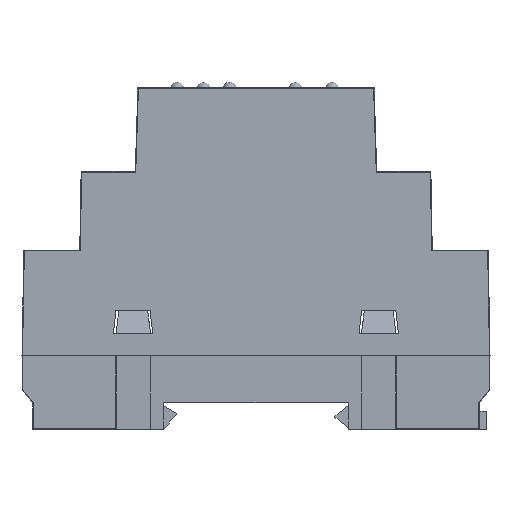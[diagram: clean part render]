
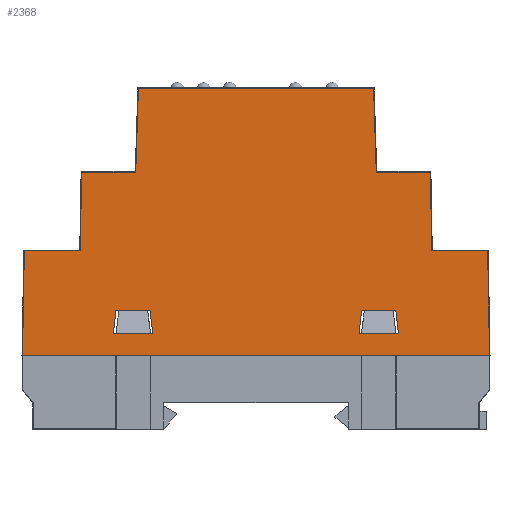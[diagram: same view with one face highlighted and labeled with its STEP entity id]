
A CAD part, left-side view. The second image highlights one B-rep face of the part: STEP entity #2368.
In plain terms, the highlighted planar face has unit normal (-1, 0, 0).
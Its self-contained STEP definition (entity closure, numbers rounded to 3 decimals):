
#2368=ADVANCED_FACE('',(#13023,#13025,#13027),#13029,.T.);
#13023=FACE_BOUND('',#13024,.T.);
#13024=EDGE_LOOP('',(#25263,#25264,#25265,#25266,#25267,#25268,#25269,#25270,#25271,
#25272,#25273,#25274,#25275,#25276));
#13025=FACE_BOUND('',#13026,.T.);
#13026=EDGE_LOOP('',(#25277,#25278,#25279,#25280));
#13027=FACE_BOUND('',#13028,.T.);
#13028=EDGE_LOOP('',(#25281,#25282,#25283,#25284));
#13029=PLANE('',#13030);
#13030=AXIS2_PLACEMENT_3D('',#13031,#13032,#13033);
#13031=CARTESIAN_POINT('',(-52.,44.571,0.));
#13032=DIRECTION('',(-1.,0.,0.));
#13033=DIRECTION('',(0.,-1.,0.));
#25263=ORIENTED_EDGE('',*,*,#35786,.T.);
#25264=ORIENTED_EDGE('',*,*,#35787,.T.);
#25265=ORIENTED_EDGE('',*,*,#35788,.F.);
#25266=ORIENTED_EDGE('',*,*,#35789,.T.);
#25267=ORIENTED_EDGE('',*,*,#35790,.F.);
#25268=ORIENTED_EDGE('',*,*,#35644,.T.);
#25269=ORIENTED_EDGE('',*,*,#35784,.F.);
#25270=ORIENTED_EDGE('',*,*,#35791,.T.);
#25271=ORIENTED_EDGE('',*,*,#35792,.F.);
#25272=ORIENTED_EDGE('',*,*,#35793,.T.);
#25273=ORIENTED_EDGE('',*,*,#35794,.T.);
#25274=ORIENTED_EDGE('',*,*,#35795,.F.);
#25275=ORIENTED_EDGE('',*,*,#35796,.F.);
#25276=ORIENTED_EDGE('',*,*,#35797,.F.);
#25277=ORIENTED_EDGE('',*,*,#35768,.T.);
#25278=ORIENTED_EDGE('',*,*,#35774,.T.);
#25279=ORIENTED_EDGE('',*,*,#35772,.T.);
#25280=ORIENTED_EDGE('',*,*,#35770,.T.);
#25281=ORIENTED_EDGE('',*,*,#35776,.T.);
#25282=ORIENTED_EDGE('',*,*,#35782,.T.);
#25283=ORIENTED_EDGE('',*,*,#35780,.T.);
#25284=ORIENTED_EDGE('',*,*,#35778,.T.);
#35644=EDGE_CURVE('',#40398,#40396,#40399,.T.);
#35768=EDGE_CURVE('',#40602,#40600,#40603,.F.);
#35770=EDGE_CURVE('',#40605,#40602,#40606,.F.);
#35772=EDGE_CURVE('',#40608,#40605,#40609,.F.);
#35774=EDGE_CURVE('',#40600,#40608,#40611,.F.);
#35776=EDGE_CURVE('',#40614,#40612,#40615,.F.);
#35778=EDGE_CURVE('',#40617,#40614,#40618,.F.);
#35780=EDGE_CURVE('',#40620,#40617,#40621,.F.);
#35782=EDGE_CURVE('',#40612,#40620,#40623,.F.);
#35784=EDGE_CURVE('',#40625,#40396,#40626,.F.);
#35786=EDGE_CURVE('',#40628,#40629,#40630,.F.);
#35787=EDGE_CURVE('',#40629,#40631,#40632,.T.);
#35788=EDGE_CURVE('',#40633,#40631,#40634,.F.);
#35789=EDGE_CURVE('',#40633,#40635,#40636,.T.);
#35790=EDGE_CURVE('',#40398,#40635,#40637,.F.);
#35791=EDGE_CURVE('',#40625,#40638,#40639,.T.);
#35792=EDGE_CURVE('',#40640,#40638,#40641,.F.);
#35793=EDGE_CURVE('',#40640,#40642,#40643,.T.);
#35794=EDGE_CURVE('',#40642,#40644,#40645,.F.);
#35795=EDGE_CURVE('',#40646,#40644,#40647,.F.);
#35796=EDGE_CURVE('',#40648,#40646,#40649,.T.);
#35797=EDGE_CURVE('',#40628,#40648,#40650,.F.);
#40396=VERTEX_POINT('',#48276);
#40398=VERTEX_POINT('',#48281);
#40399=LINE('',#48282,#48283);
#40600=VERTEX_POINT('',#48769);
#40602=VERTEX_POINT('',#48773);
#40603=LINE('',#48774,#48775);
#40605=VERTEX_POINT('',#48780);
#40606=LINE('',#48781,#48782);
#40608=VERTEX_POINT('',#48787);
#40609=LINE('',#48788,#48789);
#40611=LINE('',#48794,#48795);
#40612=VERTEX_POINT('',#48797);
#40614=VERTEX_POINT('',#48801);
#40615=LINE('',#48802,#48803);
#40617=VERTEX_POINT('',#48808);
#40618=LINE('',#48809,#48810);
#40620=VERTEX_POINT('',#48815);
#40621=LINE('',#48816,#48817);
#40623=LINE('',#48822,#48823);
#40625=VERTEX_POINT('',#48828);
#40626=LINE('',#48829,#48830);
#40628=VERTEX_POINT('',#48836);
#40629=VERTEX_POINT('',#48837);
#40630=LINE('',#48838,#48839);
#40631=VERTEX_POINT('',#48841);
#40632=LINE('',#48842,#48843);
#40633=VERTEX_POINT('',#48845);
#40634=LINE('',#48846,#48847);
#40635=VERTEX_POINT('',#48849);
#40636=LINE('',#48850,#48851);
#40637=LINE('',#48853,#48854);
#40638=VERTEX_POINT('',#48856);
#40639=LINE('',#48857,#48858);
#40640=VERTEX_POINT('',#48860);
#40641=LINE('',#48861,#48862);
#40642=VERTEX_POINT('',#48864);
#40643=LINE('',#48865,#48866);
#40644=VERTEX_POINT('',#48868);
#40645=LINE('',#48869,#48870);
#40646=VERTEX_POINT('',#48872);
#40647=LINE('',#48873,#48874);
#40648=VERTEX_POINT('',#48876);
#40649=LINE('',#48877,#48878);
#40650=LINE('',#48880,#48881);
#48276=CARTESIAN_POINT('',(-52.,-44.471,0.));
#48281=CARTESIAN_POINT('',(-52.,44.471,0.));
#48282=CARTESIAN_POINT('',(-52.,44.471,0.));
#48283=VECTOR('',#48284,1.);
#48284=DIRECTION('',(0.,-1.,0.));
#48769=CARTESIAN_POINT('',(-52.,20.177,8.549));
#48773=CARTESIAN_POINT('',(-52.,26.677,8.549));
#48774=CARTESIAN_POINT('',(-52.,20.177,8.549));
#48775=VECTOR('',#48776,1.);
#48776=DIRECTION('',(0.,1.,0.));
#48780=CARTESIAN_POINT('',(-52.,27.177,4.049));
#48781=CARTESIAN_POINT('',(-52.,26.677,8.549));
#48782=VECTOR('',#48783,1.);
#48783=DIRECTION('',(0.,0.11,-0.994));
#48787=CARTESIAN_POINT('',(-52.,19.677,4.049));
#48788=CARTESIAN_POINT('',(-52.,27.177,4.049));
#48789=VECTOR('',#48790,1.);
#48790=DIRECTION('',(0.,-1.,0.));
#48794=CARTESIAN_POINT('',(-52.,19.677,4.049));
#48795=VECTOR('',#48796,1.);
#48796=DIRECTION('',(0.,0.11,0.994));
#48797=CARTESIAN_POINT('',(-52.,-26.623,8.549));
#48801=CARTESIAN_POINT('',(-52.,-20.123,8.549));
#48802=CARTESIAN_POINT('',(-52.,-26.623,8.549));
#48803=VECTOR('',#48804,1.);
#48804=DIRECTION('',(0.,1.,0.));
#48808=CARTESIAN_POINT('',(-52.,-19.623,4.049));
#48809=CARTESIAN_POINT('',(-52.,-20.123,8.549));
#48810=VECTOR('',#48811,1.);
#48811=DIRECTION('',(0.,0.11,-0.994));
#48815=CARTESIAN_POINT('',(-52.,-27.123,4.049));
#48816=CARTESIAN_POINT('',(-52.,-19.623,4.049));
#48817=VECTOR('',#48818,1.);
#48818=DIRECTION('',(0.,-1.,0.));
#48822=CARTESIAN_POINT('',(-52.,-27.123,4.049));
#48823=VECTOR('',#48824,1.);
#48824=DIRECTION('',(0.,0.11,0.994));
#48828=CARTESIAN_POINT('',(-52.,-44.124,19.9));
#48829=CARTESIAN_POINT('',(-52.,-44.471,0.));
#48830=VECTOR('',#48831,1.);
#48831=DIRECTION('',(0.,0.017,1.));
#48836=CARTESIAN_POINT('',(-52.,22.9,34.999));
#48837=CARTESIAN_POINT('',(-52.,22.9,34.9));
#48838=CARTESIAN_POINT('',(-52.,22.9,34.9));
#48839=VECTOR('',#48840,1.);
#48840=DIRECTION('',(0.,0.,1.));
#48841=CARTESIAN_POINT('',(-52.,33.211,34.9));
#48842=CARTESIAN_POINT('',(-52.,22.9,34.9));
#48843=VECTOR('',#48844,1.);
#48844=DIRECTION('',(0.,1.,0.));
#48845=CARTESIAN_POINT('',(-52.,33.473,19.9));
#48846=CARTESIAN_POINT('',(-52.,33.211,34.9));
#48847=VECTOR('',#48848,1.);
#48848=DIRECTION('',(0.,0.017,-1.));
#48849=CARTESIAN_POINT('',(-52.,44.124,19.9));
#48850=CARTESIAN_POINT('',(-52.,33.473,19.9));
#48851=VECTOR('',#48852,1.);
#48852=DIRECTION('',(0.,1.,0.));
#48853=CARTESIAN_POINT('',(-52.,44.124,19.9));
#48854=VECTOR('',#48855,1.);
#48855=DIRECTION('',(0.,0.017,-1.));
#48856=CARTESIAN_POINT('',(-52.,-33.473,19.9));
#48857=CARTESIAN_POINT('',(-52.,-44.124,19.9));
#48858=VECTOR('',#48859,1.);
#48859=DIRECTION('',(0.,1.,0.));
#48860=CARTESIAN_POINT('',(-52.,-33.211,34.9));
#48861=CARTESIAN_POINT('',(-52.,-33.473,19.9));
#48862=VECTOR('',#48863,1.);
#48863=DIRECTION('',(0.,0.017,1.));
#48864=CARTESIAN_POINT('',(-52.,-22.9,34.9));
#48865=CARTESIAN_POINT('',(-52.,-33.211,34.9));
#48866=VECTOR('',#48867,1.);
#48867=DIRECTION('',(0.,1.,0.));
#48868=CARTESIAN_POINT('',(-52.,-22.9,34.999));
#48869=CARTESIAN_POINT('',(-52.,-22.9,34.999));
#48870=VECTOR('',#48871,1.);
#48871=DIRECTION('',(0.,0.,-1.));
#48872=CARTESIAN_POINT('',(-52.,-22.403,50.9));
#48873=CARTESIAN_POINT('',(-52.,-22.9,34.999));
#48874=VECTOR('',#48875,1.);
#48875=DIRECTION('',(0.,0.031,1.));
#48876=CARTESIAN_POINT('',(-52.,22.403,50.9));
#48877=CARTESIAN_POINT('',(-52.,22.403,50.9));
#48878=VECTOR('',#48879,1.);
#48879=DIRECTION('',(0.,-1.,0.));
#48880=CARTESIAN_POINT('',(-52.,22.403,50.9));
#48881=VECTOR('',#48882,1.);
#48882=DIRECTION('',(0.,0.031,-1.));
